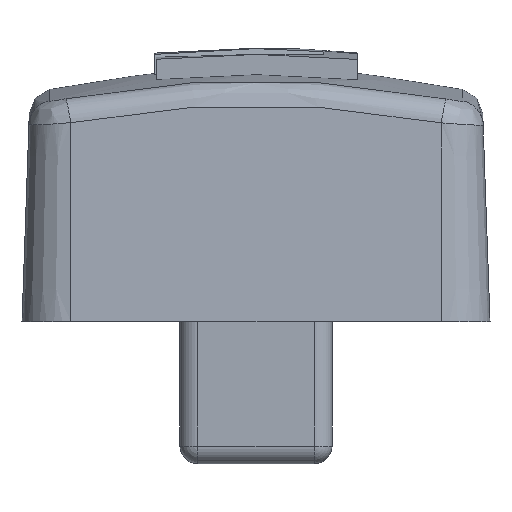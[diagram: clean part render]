
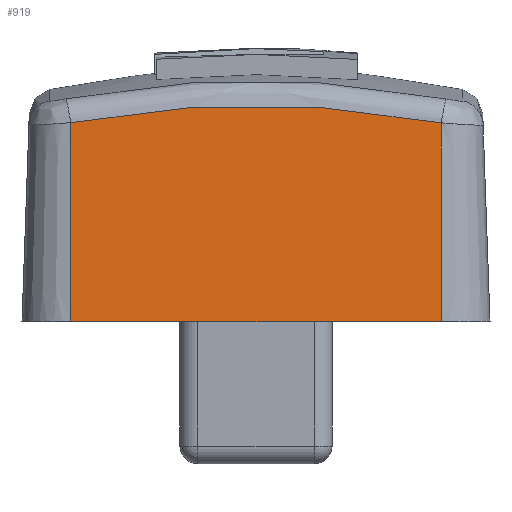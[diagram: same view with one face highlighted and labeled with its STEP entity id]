
A CAD part, left-side view. The second image highlights one B-rep face of the part: STEP entity #919.
In plain terms, the highlighted planar face has unit normal (-0.999, 0, 0.035).
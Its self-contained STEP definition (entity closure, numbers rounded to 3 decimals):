
#431=PLANE('',#3007);
#488=FACE_OUTER_BOUND('',#1115,.T.);
#681=LINE('',#4562,#808);
#682=LINE('',#4570,#809);
#683=LINE('',#4572,#810);
#808=VECTOR('',#3258,1.);
#809=VECTOR('',#3259,1.);
#810=VECTOR('',#3260,1.);
#919=ADVANCED_FACE('',(#488),#431,.T.);
#1115=EDGE_LOOP('',(#1401,#1402,#1403,#1404));
#1401=ORIENTED_EDGE('',*,*,#2490,.F.);
#1402=ORIENTED_EDGE('',*,*,#2491,.T.);
#1403=ORIENTED_EDGE('',*,*,#2492,.T.);
#1404=ORIENTED_EDGE('',*,*,#2493,.T.);
#2236=VERTEX_POINT('',#4563);
#2237=VERTEX_POINT('',#4564);
#2238=VERTEX_POINT('',#4569);
#2239=VERTEX_POINT('',#4571);
#2490=EDGE_CURVE('',#2236,#2237,#681,.T.);
#2491=EDGE_CURVE('',#2236,#2238,#2877,.T.);
#2492=EDGE_CURVE('',#2238,#2239,#682,.T.);
#2493=EDGE_CURVE('',#2239,#2237,#683,.T.);
#2877=B_SPLINE_CURVE_WITH_KNOTS('',3,(#4565,#4566,#4567,#4568),
 .UNSPECIFIED.,.F.,.F.,(4,4),(0.,1.),.UNSPECIFIED.);
#3007=AXIS2_PLACEMENT_3D('',#4573,#3261,#3262);
#3258=DIRECTION('',(-0.035,0.,-0.999));
#3259=DIRECTION('',(-0.035,0.,-0.999));
#3260=DIRECTION('',(0.,-1.,0.));
#3261=DIRECTION('',(-0.999,0.,0.035));
#3262=DIRECTION('',(0.035,0.,0.999));
#4562=CARTESIAN_POINT('',(-6.9,-3.65,0.));
#4563=CARTESIAN_POINT('',(-6.728,-3.65,4.924));
#4564=CARTESIAN_POINT('',(-6.865,-3.65,1.));
#4565=CARTESIAN_POINT('',(-6.728,-3.65,4.924));
#4566=CARTESIAN_POINT('',(-6.712,-1.235,5.39));
#4567=CARTESIAN_POINT('',(-6.712,1.234,5.392));
#4568=CARTESIAN_POINT('',(-6.728,3.65,4.928));
#4569=CARTESIAN_POINT('',(-6.728,3.65,4.928));
#4570=CARTESIAN_POINT('',(-6.9,3.65,0.));
#4571=CARTESIAN_POINT('',(-6.865,3.65,1.));
#4572=CARTESIAN_POINT('',(-6.865,3.65,1.));
#4573=CARTESIAN_POINT('',(-6.9,3.65,0.));
